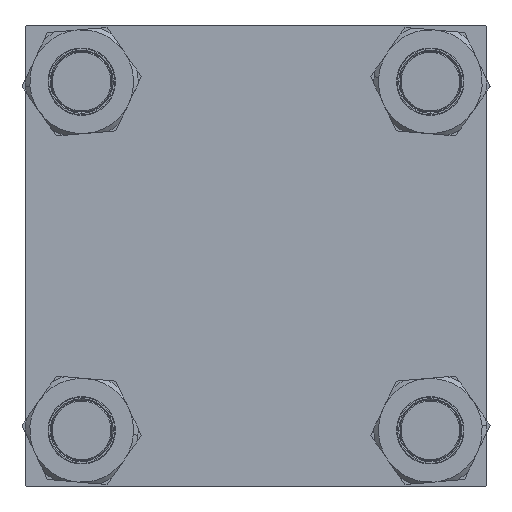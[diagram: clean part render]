
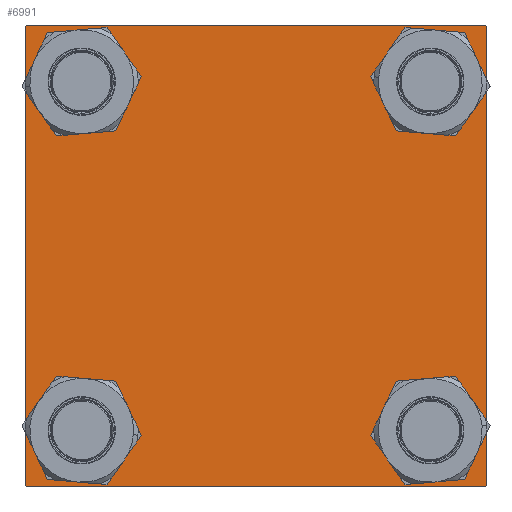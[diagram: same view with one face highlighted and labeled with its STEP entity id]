
A CAD part, left-side view. The second image highlights one B-rep face of the part: STEP entity #6991.
In plain terms, the highlighted planar face has unit normal (-1, 0, 0).
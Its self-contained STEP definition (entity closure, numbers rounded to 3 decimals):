
#176 = CARTESIAN_POINT ( 'NONE',  ( 0., -77.45, -63.45 ) ) ;
#457 = ORIENTED_EDGE ( 'NONE', *, *, #7415, .T. ) ;
#525 = EDGE_LOOP ( 'NONE', ( #2114, #9245 ) ) ;
#660 = EDGE_CURVE ( 'NONE', #23980, #44882, #12386, .T. ) ;
#1046 = VERTEX_POINT ( 'NONE', #38751 ) ;
#1263 = CARTESIAN_POINT ( 'NONE',  ( 0., -102.5, -102. ) ) ;
#1301 = ORIENTED_EDGE ( 'NONE', *, *, #8249, .T. ) ;
#1685 = DIRECTION ( 'NONE',  ( 0., 0., 1. ) ) ;
#2114 = ORIENTED_EDGE ( 'NONE', *, *, #24516, .T. ) ;
#2849 = CARTESIAN_POINT ( 'NONE',  ( 0., 102.25, -102.25 ) ) ;
#3457 = CARTESIAN_POINT ( 'NONE',  ( 0., -102., -102.5 ) ) ;
#5182 = CARTESIAN_POINT ( 'NONE',  ( 0., 102., -102.5 ) ) ;
#5479 = LINE ( 'NONE', #32407, #30161 ) ;
#5481 = VERTEX_POINT ( 'NONE', #3457 ) ;
#6302 = EDGE_CURVE ( 'NONE', #40501, #9963, #33608, .T. ) ;
#6969 = EDGE_LOOP ( 'NONE', ( #10850, #1301, #27419, #35292, #37264, #24408, #26755, #49961 ) ) ;
#6991 = ADVANCED_FACE ( 'NONE', ( #52090, #39080, #52382, #21431, #30399 ), #39367, .T. ) ;
#7051 = CARTESIAN_POINT ( 'NONE',  ( 0., -77.45, 91.45 ) ) ;
#7205 = EDGE_CURVE ( 'NONE', #54206, #40501, #5479, .T. ) ;
#7358 = AXIS2_PLACEMENT_3D ( 'NONE', #46850, #42517, #17618 ) ;
#7415 = EDGE_CURVE ( 'NONE', #44182, #30226, #21864, .T. ) ;
#8198 = EDGE_CURVE ( 'NONE', #30226, #44182, #22796, .T. ) ;
#8249 = EDGE_CURVE ( 'NONE', #9963, #26046, #46005, .T. ) ;
#8377 = VECTOR ( 'NONE', #49098, 1000. ) ;
#8963 = DIRECTION ( 'NONE',  ( -1., 0., 0. ) ) ;
#9207 = CIRCLE ( 'NONE', #7358, 14. ) ;
#9245 = ORIENTED_EDGE ( 'NONE', *, *, #49029, .T. ) ;
#9779 = DIRECTION ( 'NONE',  ( 0., 0., 1. ) ) ;
#9963 = VERTEX_POINT ( 'NONE', #37842 ) ;
#9990 = DIRECTION ( 'NONE',  ( 0., 0., 1. ) ) ;
#10178 = CARTESIAN_POINT ( 'NONE',  ( 0., 77.45, 77.45 ) ) ;
#10220 = LINE ( 'NONE', #27887, #22726 ) ;
#10766 = DIRECTION ( 'NONE',  ( 0., 0.707, 0.707 ) ) ;
#10850 = ORIENTED_EDGE ( 'NONE', *, *, #6302, .T. ) ;
#11110 = AXIS2_PLACEMENT_3D ( 'NONE', #46809, #15287, #1685 ) ;
#12386 = CIRCLE ( 'NONE', #48424, 14. ) ;
#14509 = VECTOR ( 'NONE', #25966, 1000. ) ;
#15163 = EDGE_CURVE ( 'NONE', #56347, #37642, #55315, .T. ) ;
#15287 = DIRECTION ( 'NONE',  ( 1., 0., 0. ) ) ;
#15600 = DIRECTION ( 'NONE',  ( 1., 0., 0. ) ) ;
#15972 = DIRECTION ( 'NONE',  ( 0., 0., 1. ) ) ;
#16651 = ORIENTED_EDGE ( 'NONE', *, *, #48312, .T. ) ;
#17085 = DIRECTION ( 'NONE',  ( 0., 0., 1. ) ) ;
#17333 = CARTESIAN_POINT ( 'NONE',  ( 0., -77.45, 63.45 ) ) ;
#17579 = LINE ( 'NONE', #21916, #8377 ) ;
#17618 = DIRECTION ( 'NONE',  ( 0., 0., 1. ) ) ;
#19156 = DIRECTION ( 'NONE',  ( 1., 0., 0. ) ) ;
#20233 = DIRECTION ( 'NONE',  ( 0., 0., 1. ) ) ;
#20268 = EDGE_LOOP ( 'NONE', ( #40635, #42064 ) ) ;
#21414 = VERTEX_POINT ( 'NONE', #1263 ) ;
#21431 = FACE_BOUND ( 'NONE', #29526, .T. ) ;
#21486 = VERTEX_POINT ( 'NONE', #43507 ) ;
#21864 = CIRCLE ( 'NONE', #36594, 14. ) ;
#21916 = CARTESIAN_POINT ( 'NONE',  ( 0., -102.5, 102.5 ) ) ;
#22153 = AXIS2_PLACEMENT_3D ( 'NONE', #46152, #54831, #9990 ) ;
#22200 = VERTEX_POINT ( 'NONE', #39757 ) ;
#22726 = VECTOR ( 'NONE', #45534, 1000. ) ;
#22796 = CIRCLE ( 'NONE', #39467, 14. ) ;
#23651 = LINE ( 'NONE', #49705, #48347 ) ;
#23980 = VERTEX_POINT ( 'NONE', #176 ) ;
#24001 = DIRECTION ( 'NONE',  ( 0., 0., 1. ) ) ;
#24408 = ORIENTED_EDGE ( 'NONE', *, *, #15163, .T. ) ;
#24516 = EDGE_CURVE ( 'NONE', #1046, #22200, #40684, .T. ) ;
#24655 = VECTOR ( 'NONE', #10766, 1000. ) ;
#25966 = DIRECTION ( 'NONE',  ( 0., -1., 0. ) ) ;
#26046 = VERTEX_POINT ( 'NONE', #5182 ) ;
#26755 = ORIENTED_EDGE ( 'NONE', *, *, #39829, .F. ) ;
#27203 = EDGE_LOOP ( 'NONE', ( #457, #30806 ) ) ;
#27419 = ORIENTED_EDGE ( 'NONE', *, *, #31147, .T. ) ;
#27887 = CARTESIAN_POINT ( 'NONE',  ( 0., 102.5, -102.5 ) ) ;
#28307 = VECTOR ( 'NONE', #38789, 1000. ) ;
#28999 = EDGE_CURVE ( 'NONE', #5481, #21414, #23651, .T. ) ;
#29215 = AXIS2_PLACEMENT_3D ( 'NONE', #57292, #8963, #17085 ) ;
#29526 = EDGE_LOOP ( 'NONE', ( #16651, #55185 ) ) ;
#29555 = CARTESIAN_POINT ( 'NONE',  ( 0., -102.25, 102.25 ) ) ;
#29907 = CARTESIAN_POINT ( 'NONE',  ( 0., -77.45, -91.45 ) ) ;
#30161 = VECTOR ( 'NONE', #50055, 1000. ) ;
#30226 = VERTEX_POINT ( 'NONE', #17333 ) ;
#30399 = FACE_OUTER_BOUND ( 'NONE', #6969, .T. ) ;
#30806 = ORIENTED_EDGE ( 'NONE', *, *, #8198, .T. ) ;
#31147 = EDGE_CURVE ( 'NONE', #26046, #5481, #10220, .T. ) ;
#32407 = CARTESIAN_POINT ( 'NONE',  ( 0., 102.25, 102.25 ) ) ;
#32693 = CARTESIAN_POINT ( 'NONE',  ( 0., -77.45, 77.45 ) ) ;
#33013 = CARTESIAN_POINT ( 'NONE',  ( 0., 102., 102.5 ) ) ;
#33608 = LINE ( 'NONE', #47459, #28307 ) ;
#34958 = CIRCLE ( 'NONE', #57132, 14. ) ;
#35292 = ORIENTED_EDGE ( 'NONE', *, *, #28999, .T. ) ;
#35836 = CARTESIAN_POINT ( 'NONE',  ( 0., -77.45, -77.45 ) ) ;
#36013 = VERTEX_POINT ( 'NONE', #43873 ) ;
#36594 = AXIS2_PLACEMENT_3D ( 'NONE', #32693, #50333, #24001 ) ;
#36801 = DIRECTION ( 'NONE',  ( 0., 0., 1. ) ) ;
#37264 = ORIENTED_EDGE ( 'NONE', *, *, #55461, .F. ) ;
#37317 = DIRECTION ( 'NONE',  ( 0., -0.707, -0.707 ) ) ;
#37642 = VERTEX_POINT ( 'NONE', #40605 ) ;
#37842 = CARTESIAN_POINT ( 'NONE',  ( 0., 102.5, -102. ) ) ;
#37975 = CARTESIAN_POINT ( 'NONE',  ( 0., 77.45, 77.45 ) ) ;
#38251 = DIRECTION ( 'NONE',  ( 1., 0., 0. ) ) ;
#38751 = CARTESIAN_POINT ( 'NONE',  ( 0., 77.45, -63.45 ) ) ;
#38789 = DIRECTION ( 'NONE',  ( 0., 0., -1. ) ) ;
#39080 = FACE_BOUND ( 'NONE', #20268, .T. ) ;
#39363 = CARTESIAN_POINT ( 'NONE',  ( 0., -102.5, 102. ) ) ;
#39367 = PLANE ( 'NONE',  #29215 ) ;
#39467 = AXIS2_PLACEMENT_3D ( 'NONE', #42502, #15600, #20233 ) ;
#39757 = CARTESIAN_POINT ( 'NONE',  ( 0., 77.45, -91.45 ) ) ;
#39829 = EDGE_CURVE ( 'NONE', #54206, #37642, #48243, .T. ) ;
#40501 = VERTEX_POINT ( 'NONE', #40856 ) ;
#40605 = CARTESIAN_POINT ( 'NONE',  ( 0., -102., 102.5 ) ) ;
#40635 = ORIENTED_EDGE ( 'NONE', *, *, #660, .T. ) ;
#40659 = CIRCLE ( 'NONE', #22153, 14. ) ;
#40684 = CIRCLE ( 'NONE', #11110, 14. ) ;
#40856 = CARTESIAN_POINT ( 'NONE',  ( 0., 102.5, 102. ) ) ;
#41279 = VECTOR ( 'NONE', #37317, 1000. ) ;
#42064 = ORIENTED_EDGE ( 'NONE', *, *, #48964, .T. ) ;
#42502 = CARTESIAN_POINT ( 'NONE',  ( 0., -77.45, 77.45 ) ) ;
#42517 = DIRECTION ( 'NONE',  ( 1., 0., 0. ) ) ;
#43334 = CARTESIAN_POINT ( 'NONE',  ( 0., 102.5, 102.5 ) ) ;
#43507 = CARTESIAN_POINT ( 'NONE',  ( 0., 77.45, 63.45 ) ) ;
#43617 = EDGE_CURVE ( 'NONE', #21486, #36013, #34958, .T. ) ;
#43873 = CARTESIAN_POINT ( 'NONE',  ( 0., 77.45, 91.45 ) ) ;
#44182 = VERTEX_POINT ( 'NONE', #7051 ) ;
#44882 = VERTEX_POINT ( 'NONE', #29907 ) ;
#45534 = DIRECTION ( 'NONE',  ( 0., -1., 0. ) ) ;
#46005 = LINE ( 'NONE', #2849, #41279 ) ;
#46152 = CARTESIAN_POINT ( 'NONE',  ( 0., 77.45, -77.45 ) ) ;
#46809 = CARTESIAN_POINT ( 'NONE',  ( 0., 77.45, -77.45 ) ) ;
#46850 = CARTESIAN_POINT ( 'NONE',  ( 0., -77.45, -77.45 ) ) ;
#47459 = CARTESIAN_POINT ( 'NONE',  ( 0., 102.5, 102.5 ) ) ;
#48042 = CIRCLE ( 'NONE', #52670, 14. ) ;
#48243 = LINE ( 'NONE', #43334, #14509 ) ;
#48312 = EDGE_CURVE ( 'NONE', #36013, #21486, #48042, .T. ) ;
#48347 = VECTOR ( 'NONE', #53463, 1000. ) ;
#48424 = AXIS2_PLACEMENT_3D ( 'NONE', #35836, #53484, #9779 ) ;
#48964 = EDGE_CURVE ( 'NONE', #44882, #23980, #9207, .T. ) ;
#49029 = EDGE_CURVE ( 'NONE', #22200, #1046, #40659, .T. ) ;
#49098 = DIRECTION ( 'NONE',  ( 0., 0., -1. ) ) ;
#49705 = CARTESIAN_POINT ( 'NONE',  ( 0., -102.25, -102.25 ) ) ;
#49961 = ORIENTED_EDGE ( 'NONE', *, *, #7205, .T. ) ;
#50055 = DIRECTION ( 'NONE',  ( 0., 0.707, -0.707 ) ) ;
#50333 = DIRECTION ( 'NONE',  ( 1., 0., 0. ) ) ;
#52090 = FACE_BOUND ( 'NONE', #27203, .T. ) ;
#52382 = FACE_BOUND ( 'NONE', #525, .T. ) ;
#52670 = AXIS2_PLACEMENT_3D ( 'NONE', #37975, #38251, #15972 ) ;
#53463 = DIRECTION ( 'NONE',  ( 0., -0.707, 0.707 ) ) ;
#53484 = DIRECTION ( 'NONE',  ( 1., 0., 0. ) ) ;
#54206 = VERTEX_POINT ( 'NONE', #33013 ) ;
#54831 = DIRECTION ( 'NONE',  ( 1., 0., 0. ) ) ;
#55185 = ORIENTED_EDGE ( 'NONE', *, *, #43617, .T. ) ;
#55315 = LINE ( 'NONE', #29555, #24655 ) ;
#55461 = EDGE_CURVE ( 'NONE', #56347, #21414, #17579, .T. ) ;
#56347 = VERTEX_POINT ( 'NONE', #39363 ) ;
#57132 = AXIS2_PLACEMENT_3D ( 'NONE', #10178, #19156, #36801 ) ;
#57292 = CARTESIAN_POINT ( 'NONE',  ( 0., 0., 0. ) ) ;
